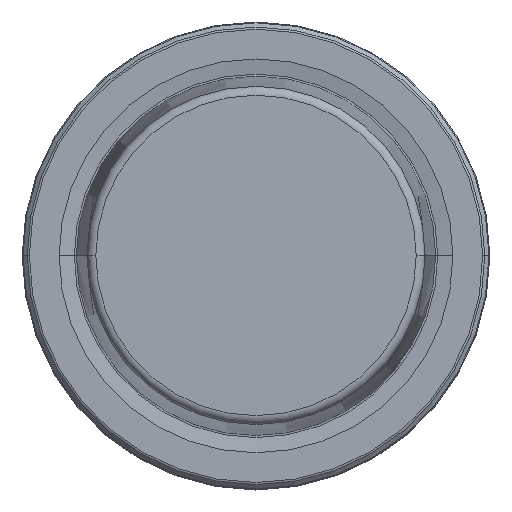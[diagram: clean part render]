
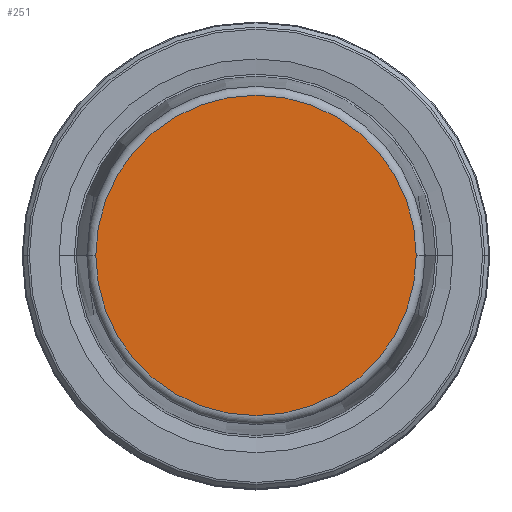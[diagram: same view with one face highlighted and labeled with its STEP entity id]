
A CAD part, top view. The second image highlights one B-rep face of the part: STEP entity #251.
In plain terms, the highlighted planar face has unit normal (0, 0, 1).
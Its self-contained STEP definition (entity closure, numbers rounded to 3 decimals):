
#7 = PLANE ( 'NONE',  #842 ) ;
#169 = VERTEX_POINT ( 'NONE', #570 ) ;
#183 = CARTESIAN_POINT ( 'NONE',  ( 0., 0., 31.9 ) ) ;
#186 = CARTESIAN_POINT ( 'NONE',  ( -21.581, 0., 31.9 ) ) ;
#251 = ADVANCED_FACE ( 'NONE', ( #609 ), #7, .F. ) ;
#400 = CARTESIAN_POINT ( 'NONE',  ( 0., 0., 31.9 ) ) ;
#406 = DIRECTION ( 'NONE',  ( 0., 0., 1. ) ) ;
#570 = CARTESIAN_POINT ( 'NONE',  ( 21.581, 0., 31.9 ) ) ;
#574 = EDGE_LOOP ( 'NONE', ( #806, #1244 ) ) ;
#609 = FACE_OUTER_BOUND ( 'NONE', #574, .T. ) ;
#658 = DIRECTION ( 'NONE',  ( 0., 0., 1. ) ) ;
#663 = EDGE_CURVE ( 'NONE', #794, #169, #977, .T. ) ;
#673 = CARTESIAN_POINT ( 'NONE',  ( 0., 0., 31.9 ) ) ;
#688 = AXIS2_PLACEMENT_3D ( 'NONE', #183, #658, #1048 ) ;
#708 = DIRECTION ( 'NONE',  ( 0., 0., -1. ) ) ;
#794 = VERTEX_POINT ( 'NONE', #186 ) ;
#806 = ORIENTED_EDGE ( 'NONE', *, *, #990, .T. ) ;
#837 = CIRCLE ( 'NONE', #688, 21.581 ) ;
#842 = AXIS2_PLACEMENT_3D ( 'NONE', #673, #708, #1173 ) ;
#977 = CIRCLE ( 'NONE', #1256, 21.581 ) ;
#985 = DIRECTION ( 'NONE',  ( 1., 0., 0. ) ) ;
#990 = EDGE_CURVE ( 'NONE', #169, #794, #837, .T. ) ;
#1048 = DIRECTION ( 'NONE',  ( 1., 0., 0. ) ) ;
#1173 = DIRECTION ( 'NONE',  ( -1., 0., 0. ) ) ;
#1244 = ORIENTED_EDGE ( 'NONE', *, *, #663, .T. ) ;
#1256 = AXIS2_PLACEMENT_3D ( 'NONE', #400, #406, #985 ) ;
